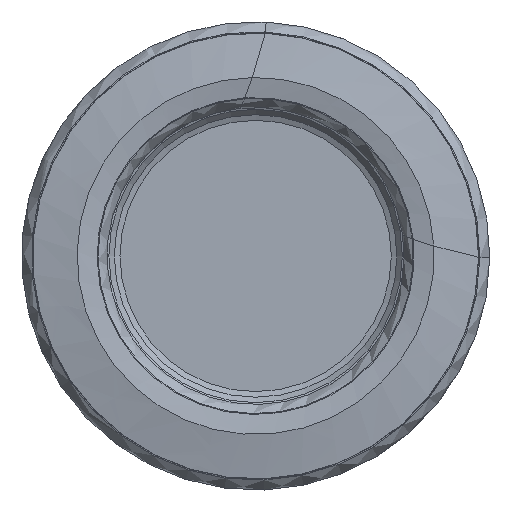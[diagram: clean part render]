
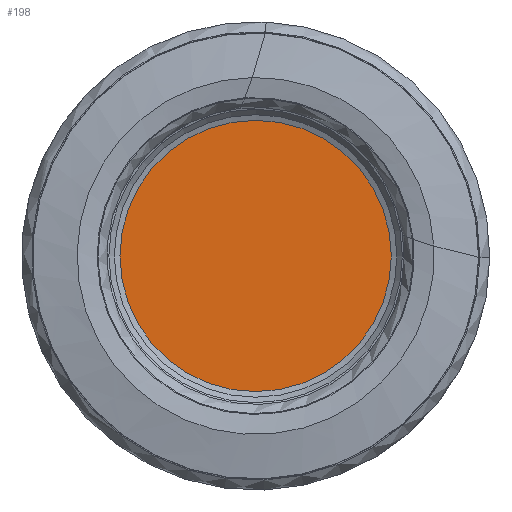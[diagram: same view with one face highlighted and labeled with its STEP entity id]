
A CAD part, left-side view. The second image highlights one B-rep face of the part: STEP entity #198.
In plain terms, the highlighted planar face has unit normal (-1, 0, 0).
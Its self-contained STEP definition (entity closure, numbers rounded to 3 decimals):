
#147=PLANE('',#810);
#150=FACE_OUTER_BOUND('',#311,.T.);
#198=ADVANCED_FACE('',(#150),#147,.F.);
#311=EDGE_LOOP('',(#395));
#395=ORIENTED_EDGE('',*,*,#645,.T.);
#585=VERTEX_POINT('',#1091);
#645=EDGE_CURVE('',#585,#585,#741,.T.);
#741=CIRCLE('',#809,9.267);
#809=AXIS2_PLACEMENT_3D('',#1090,#904,#905);
#810=AXIS2_PLACEMENT_3D('',#1092,#906,#907);
#904=DIRECTION('',(-1.,0.,0.));
#905=DIRECTION('',(0.,0.,1.));
#906=DIRECTION('',(1.,0.,0.));
#907=DIRECTION('',(0.,0.,-1.));
#1090=CARTESIAN_POINT('',(2.,0.,0.));
#1091=CARTESIAN_POINT('',(2.,0.,9.267));
#1092=CARTESIAN_POINT('',(2.,9.267,0.));
